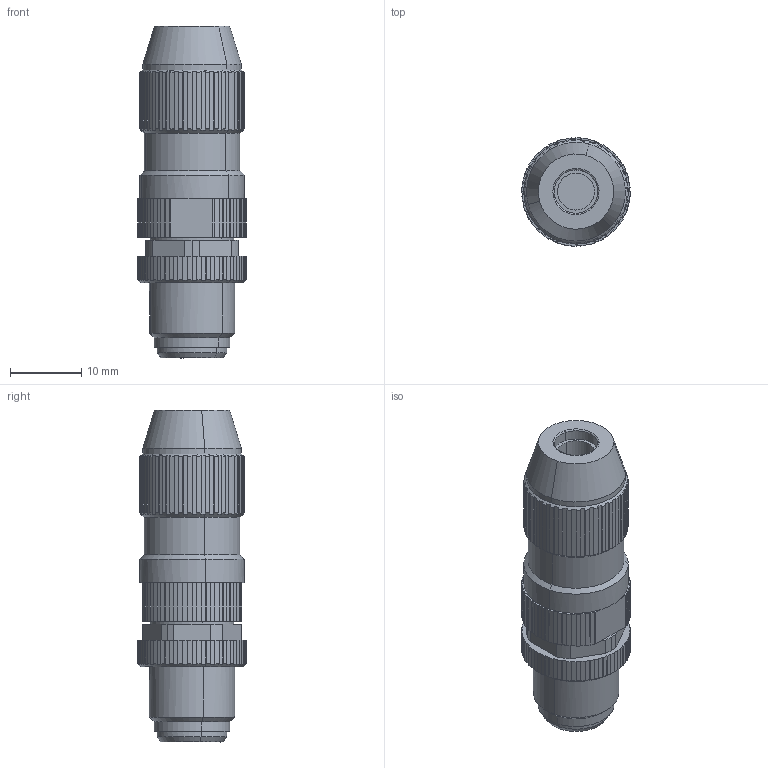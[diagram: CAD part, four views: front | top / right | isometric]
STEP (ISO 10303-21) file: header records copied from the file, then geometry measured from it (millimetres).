
FILE_DESCRIPTION(('CATIA V5 STEP Exchange','CAx-IF Rec.Pracs.--- Model Styling and Organization---1.4--- 2014-01-23'),'2;1');
FILE_NAME ('021351-2_1', '2020-02-13T09:01:08+00:00', ('none'), ('Weidmueller'), 'CATIA Version 5-6 Release 2016 SP3 HF44', 'CATIA V5 STEP AP214', 'none');
FILE_SCHEMA(('AUTOMOTIVE_DESIGN { 1 0 10303 214 1 1 1 1 }'));
Length unit declared in the file: millimetre
Products named in the file (1): 1781550001
Bounding box: 15.3 x 15.3 x 46.75 mm (x, y, z)
Volume: 6072.5 mm3; surface area: 4369.1 mm2
Topology: 7 solids, 7 shells, 549 faces, 1514 edges, 986 vertices
Faces by surface type: bspline 313, plane 230, cylinder 6
Entity records: 16944 total; most frequent: CARTESIAN_POINT 6928, ORIENTED_EDGE 3028, EDGE_CURVE 1511, DIRECTION 1020, VERTEX_POINT 983, VECTOR 558, EDGE_LOOP 558, LINE 558
